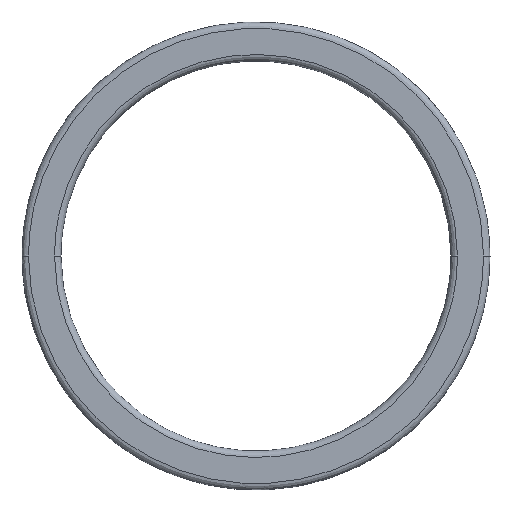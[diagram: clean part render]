
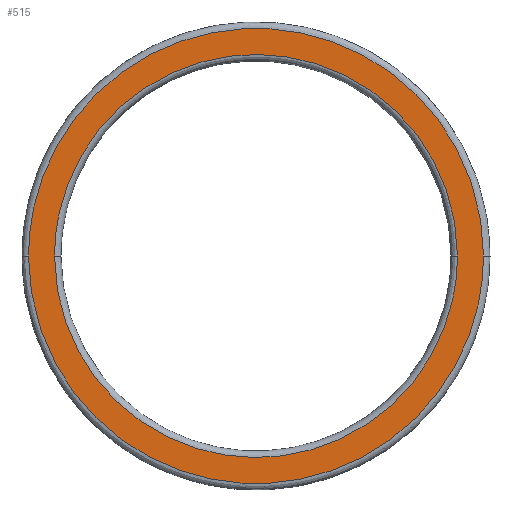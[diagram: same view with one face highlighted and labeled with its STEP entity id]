
A CAD part, front view. The second image highlights one B-rep face of the part: STEP entity #515.
In plain terms, the highlighted free-form (B-spline) face has degree [1, 1] with [2, 2] control points.
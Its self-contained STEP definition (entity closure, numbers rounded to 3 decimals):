
#476 = VERTEX_POINT('',#477);
#477 = CARTESIAN_POINT('',(-24.131,0.,0.));
#485 = VERTEX_POINT('',#486);
#486 = CARTESIAN_POINT('',(24.131,0.,0.));
#492 = EDGE_CURVE('',#476,#485,#493,.T.);
#493 = ( BOUNDED_CURVE() B_SPLINE_CURVE(2,(#494,#495,#496,#497,#498),
.UNSPECIFIED.,.F.,.F.) B_SPLINE_CURVE_WITH_KNOTS((3,2,3),(0.,
1.571,3.142),.PIECEWISE_BEZIER_KNOTS.) CURVE() 
GEOMETRIC_REPRESENTATION_ITEM() RATIONAL_B_SPLINE_CURVE((1.,
0.707,1.,0.707,1.)) REPRESENTATION_ITEM('') );
#494 = CARTESIAN_POINT('',(-24.131,0.,0.));
#495 = CARTESIAN_POINT('',(-24.131,0.,-24.131));
#496 = CARTESIAN_POINT('',(0.,0.,-24.131));
#497 = CARTESIAN_POINT('',(24.131,0.,-24.131));
#498 = CARTESIAN_POINT('',(24.131,0.,0.));
#515 = ADVANCED_FACE('',(#516,#527),#549,.T.);
#516 = FACE_BOUND('',#517,.F.);
#517 = EDGE_LOOP('',(#518,#519));
#518 = ORIENTED_EDGE('',*,*,#492,.F.);
#519 = ORIENTED_EDGE('',*,*,#520,.F.);
#520 = EDGE_CURVE('',#485,#476,#521,.T.);
#521 = ( BOUNDED_CURVE() B_SPLINE_CURVE(2,(#522,#523,#524,#525,#526),
.UNSPECIFIED.,.F.,.F.) B_SPLINE_CURVE_WITH_KNOTS((3,2,3),(0.,
1.571,3.142),.PIECEWISE_BEZIER_KNOTS.) CURVE() 
GEOMETRIC_REPRESENTATION_ITEM() RATIONAL_B_SPLINE_CURVE((1.,
0.707,1.,0.707,1.)) REPRESENTATION_ITEM('') );
#522 = CARTESIAN_POINT('',(24.131,0.,0.));
#523 = CARTESIAN_POINT('',(24.131,0.,24.131));
#524 = CARTESIAN_POINT('',(0.,0.,24.131));
#525 = CARTESIAN_POINT('',(-24.131,0.,24.131));
#526 = CARTESIAN_POINT('',(-24.131,0.,0.));
#527 = FACE_BOUND('',#528,.F.);
#528 = EDGE_LOOP('',(#529,#541));
#529 = ORIENTED_EDGE('',*,*,#530,.T.);
#530 = EDGE_CURVE('',#531,#533,#535,.T.);
#531 = VERTEX_POINT('',#532);
#532 = CARTESIAN_POINT('',(21.373,0.,0.));
#533 = VERTEX_POINT('',#534);
#534 = CARTESIAN_POINT('',(-21.373,0.,0.));
#535 = ( BOUNDED_CURVE() B_SPLINE_CURVE(2,(#536,#537,#538,#539,#540),
.UNSPECIFIED.,.F.,.F.) B_SPLINE_CURVE_WITH_KNOTS((3,2,3),(0.,
1.571,3.142),.PIECEWISE_BEZIER_KNOTS.) CURVE() 
GEOMETRIC_REPRESENTATION_ITEM() RATIONAL_B_SPLINE_CURVE((1.,
0.707,1.,0.707,1.)) REPRESENTATION_ITEM('') );
#536 = CARTESIAN_POINT('',(21.373,0.,0.));
#537 = CARTESIAN_POINT('',(21.373,0.,21.373));
#538 = CARTESIAN_POINT('',(0.,0.,21.373));
#539 = CARTESIAN_POINT('',(-21.373,0.,21.373));
#540 = CARTESIAN_POINT('',(-21.373,0.,0.));
#541 = ORIENTED_EDGE('',*,*,#542,.T.);
#542 = EDGE_CURVE('',#533,#531,#543,.T.);
#543 = ( BOUNDED_CURVE() B_SPLINE_CURVE(2,(#544,#545,#546,#547,#548),
.UNSPECIFIED.,.F.,.F.) B_SPLINE_CURVE_WITH_KNOTS((3,2,3),(0.,
1.571,3.142),.PIECEWISE_BEZIER_KNOTS.) CURVE() 
GEOMETRIC_REPRESENTATION_ITEM() RATIONAL_B_SPLINE_CURVE((1.,
0.707,1.,0.707,1.)) REPRESENTATION_ITEM('') );
#544 = CARTESIAN_POINT('',(-21.373,0.,0.));
#545 = CARTESIAN_POINT('',(-21.373,0.,-21.373));
#546 = CARTESIAN_POINT('',(0.,0.,-21.373));
#547 = CARTESIAN_POINT('',(21.373,0.,-21.373));
#548 = CARTESIAN_POINT('',(21.373,0.,0.));
#549 = B_SPLINE_SURFACE_WITH_KNOTS('',1,1,(
    (#550,#551)
    ,(#552,#553
    )),.UNSPECIFIED.,.F.,.F.,.F.,(2,2),(2,2),(-17.5,17.5),(-17.5,17.5),
  .PIECEWISE_BEZIER_KNOTS.);
#550 = CARTESIAN_POINT('',(24.131,0.,24.131));
#551 = CARTESIAN_POINT('',(24.131,0.,-24.131));
#552 = CARTESIAN_POINT('',(-24.131,0.,24.131));
#553 = CARTESIAN_POINT('',(-24.131,0.,-24.131));
